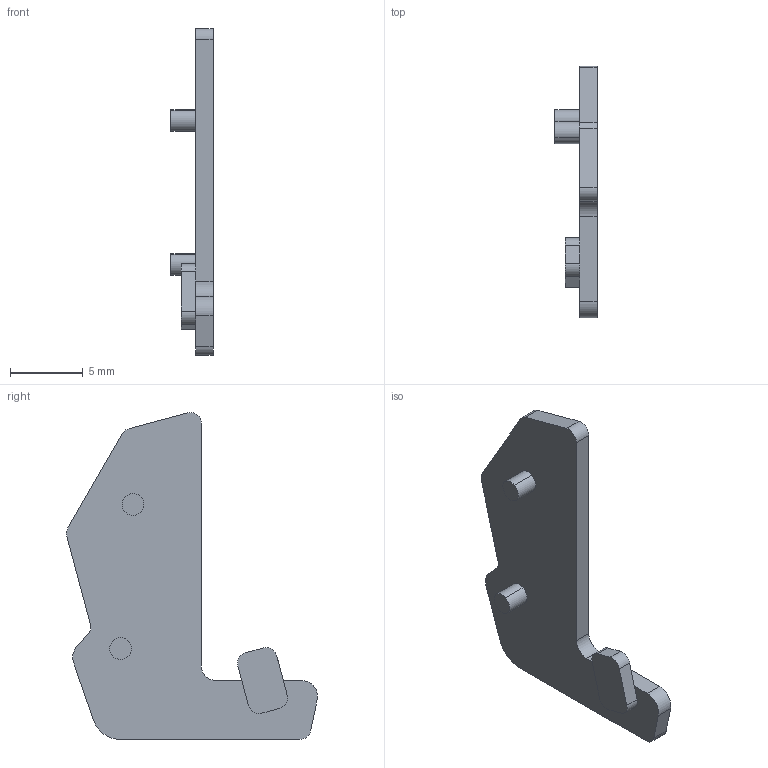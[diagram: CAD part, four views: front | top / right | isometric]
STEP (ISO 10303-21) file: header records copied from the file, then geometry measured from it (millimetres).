
FILE_DESCRIPTION(('CATIA V5R19 STEP'),'2;1');
FILE_NAME ('6016252_2', '2014-07-30T10:00:58+00:00', ('Weidmueller Interface'), ('Weidmueller'), 'CATIA Version 5 Release 20 SP 5 (IN-10)', 'CATIA V5 STEP AP214', 'none');
FILE_SCHEMA(('AUTOMOTIVE_DESIGN { 1 0 10303 214 1 1 1 1 }'));
Length unit declared in the file: millimetre
Products named in the file (1): 1783810000_TEAP_DLD2-5-PE_DB
Bounding box: 2.9 x 17.25 x 22.47 mm (x, y, z)
Volume: 260.9 mm3; surface area: 532.2 mm2
Topology: 1 solids, 1 shells, 36 faces, 94 edges, 62 vertices
Faces by surface type: plane 19, cylinder 17
Entity records: 1091 total; most frequent: CARTESIAN_POINT 190, ORIENTED_EDGE 188, DIRECTION 160, EDGE_CURVE 94, AXIS2_PLACEMENT_3D 68, VERTEX_POINT 62, VECTOR 60, LINE 60
